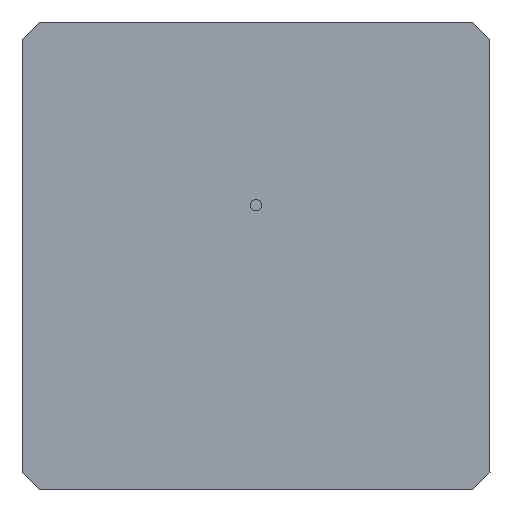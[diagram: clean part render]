
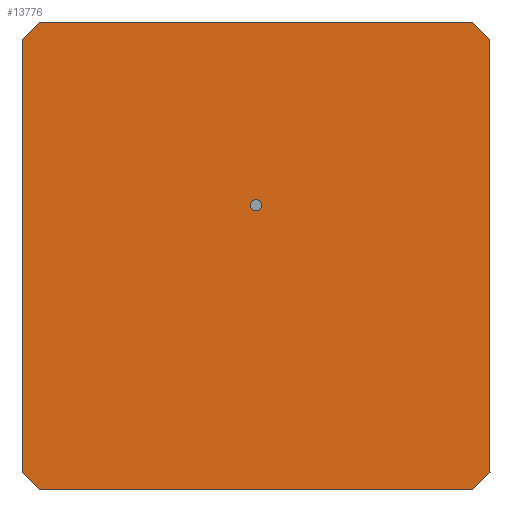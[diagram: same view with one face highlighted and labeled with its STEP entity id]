
A CAD part, front view. The second image highlights one B-rep face of the part: STEP entity #13776.
In plain terms, the highlighted planar face has unit normal (0, -1, 0).
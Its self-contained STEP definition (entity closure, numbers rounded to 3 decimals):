
#166 = VECTOR ( 'NONE', #5553, 1000. ) ;
#267 = CARTESIAN_POINT ( 'NONE',  ( 16.2, -4., -17.5 ) ) ;
#348 = VERTEX_POINT ( 'NONE', #6231 ) ;
#562 = CARTESIAN_POINT ( 'NONE',  ( -16.2, -4., -17.5 ) ) ;
#930 = VERTEX_POINT ( 'NONE', #9893 ) ;
#1015 = CARTESIAN_POINT ( 'NONE',  ( -17.5, -4., -16.2 ) ) ;
#1115 = FACE_BOUND ( 'NONE', #14351, .T. ) ;
#1199 = FACE_OUTER_BOUND ( 'NONE', #1694, .T. ) ;
#1209 = VECTOR ( 'NONE', #10756, 1000. ) ;
#1259 = CARTESIAN_POINT ( 'NONE',  ( 0., -4., 3.8 ) ) ;
#1409 = EDGE_CURVE ( 'NONE', #13176, #348, #14939, .T. ) ;
#1694 = EDGE_LOOP ( 'NONE', ( #13832, #14197, #11668, #12805, #2760, #15554, #16438, #2755 ) ) ;
#1812 = AXIS2_PLACEMENT_3D ( 'NONE', #15850, #3097, #4190 ) ;
#2527 = CARTESIAN_POINT ( 'NONE',  ( -17.5, -4., 16.2 ) ) ;
#2578 = LINE ( 'NONE', #9071, #6250 ) ;
#2755 = ORIENTED_EDGE ( 'NONE', *, *, #16543, .F. ) ;
#2760 = ORIENTED_EDGE ( 'NONE', *, *, #8580, .F. ) ;
#3090 = LINE ( 'NONE', #7049, #1209 ) ;
#3097 = DIRECTION ( 'NONE',  ( 0., -1., 0. ) ) ;
#3112 = CARTESIAN_POINT ( 'NONE',  ( -17.5, -4., 16.2 ) ) ;
#3218 = CARTESIAN_POINT ( 'NONE',  ( -16.2, -4., 17.5 ) ) ;
#3449 = CARTESIAN_POINT ( 'NONE',  ( 16.2, -4., 17.5 ) ) ;
#3543 = CARTESIAN_POINT ( 'NONE',  ( 16.2, -4., -17.5 ) ) ;
#3659 = LINE ( 'NONE', #14989, #8563 ) ;
#3784 = VECTOR ( 'NONE', #14783, 1000. ) ;
#4039 = EDGE_CURVE ( 'NONE', #9180, #15853, #12049, .T. ) ;
#4190 = DIRECTION ( 'NONE',  ( 0., 0., -1. ) ) ;
#4687 = DIRECTION ( 'NONE',  ( 0., -1., 0. ) ) ;
#5489 = ORIENTED_EDGE ( 'NONE', *, *, #10621, .F. ) ;
#5553 = DIRECTION ( 'NONE',  ( 0.707, 0., 0.707 ) ) ;
#5789 = CARTESIAN_POINT ( 'NONE',  ( 0., -4., 3.375 ) ) ;
#5839 = DIRECTION ( 'NONE',  ( 0., -1., 0. ) ) ;
#6020 = AXIS2_PLACEMENT_3D ( 'NONE', #1259, #4687, #9819 ) ;
#6224 = PLANE ( 'NONE',  #1812 ) ;
#6231 = CARTESIAN_POINT ( 'NONE',  ( 16.2, -4., 17.5 ) ) ;
#6237 = ORIENTED_EDGE ( 'NONE', *, *, #15214, .F. ) ;
#6250 = VECTOR ( 'NONE', #8820, 1000. ) ;
#6416 = CARTESIAN_POINT ( 'NONE',  ( 17.5, -4., -16.2 ) ) ;
#6904 = VECTOR ( 'NONE', #8713, 1000. ) ;
#6943 = AXIS2_PLACEMENT_3D ( 'NONE', #12235, #5839, #11223 ) ;
#7049 = CARTESIAN_POINT ( 'NONE',  ( -17.5, -4., -16.2 ) ) ;
#8263 = DIRECTION ( 'NONE',  ( 0., 0., 1. ) ) ;
#8274 = DIRECTION ( 'NONE',  ( -1., 0., 0. ) ) ;
#8563 = VECTOR ( 'NONE', #13668, 1000. ) ;
#8580 = EDGE_CURVE ( 'NONE', #348, #930, #2578, .T. ) ;
#8713 = DIRECTION ( 'NONE',  ( -0.707, 0., -0.707 ) ) ;
#8820 = DIRECTION ( 'NONE',  ( 0.707, 0., -0.707 ) ) ;
#9005 = VERTEX_POINT ( 'NONE', #5789 ) ;
#9024 = CARTESIAN_POINT ( 'NONE',  ( -16.2, -4., -17.5 ) ) ;
#9071 = CARTESIAN_POINT ( 'NONE',  ( 17.5, -4., 16.2 ) ) ;
#9082 = VERTEX_POINT ( 'NONE', #1015 ) ;
#9180 = VERTEX_POINT ( 'NONE', #267 ) ;
#9445 = CARTESIAN_POINT ( 'NONE',  ( -16.2, -4., 17.5 ) ) ;
#9819 = DIRECTION ( 'NONE',  ( 0., 0., -1. ) ) ;
#9893 = CARTESIAN_POINT ( 'NONE',  ( 17.5, -4., 16.2 ) ) ;
#9952 = VECTOR ( 'NONE', #8263, 1000. ) ;
#9959 = VERTEX_POINT ( 'NONE', #6416 ) ;
#10073 = EDGE_CURVE ( 'NONE', #11852, #13176, #10533, .T. ) ;
#10204 = VERTEX_POINT ( 'NONE', #13293 ) ;
#10533 = LINE ( 'NONE', #9445, #166 ) ;
#10560 = EDGE_CURVE ( 'NONE', #15853, #9082, #3090, .T. ) ;
#10621 = EDGE_CURVE ( 'NONE', #10204, #9005, #13269, .T. ) ;
#10756 = DIRECTION ( 'NONE',  ( -0.707, 0., 0.707 ) ) ;
#11223 = DIRECTION ( 'NONE',  ( 0., 0., -1. ) ) ;
#11668 = ORIENTED_EDGE ( 'NONE', *, *, #14114, .F. ) ;
#11852 = VERTEX_POINT ( 'NONE', #2527 ) ;
#11929 = VECTOR ( 'NONE', #8274, 1000. ) ;
#12049 = LINE ( 'NONE', #562, #11929 ) ;
#12235 = CARTESIAN_POINT ( 'NONE',  ( 0., -4., 3.8 ) ) ;
#12805 = ORIENTED_EDGE ( 'NONE', *, *, #12909, .F. ) ;
#12909 = EDGE_CURVE ( 'NONE', #930, #9959, #3659, .T. ) ;
#13176 = VERTEX_POINT ( 'NONE', #3218 ) ;
#13269 = CIRCLE ( 'NONE', #6020, 0.425 ) ;
#13293 = CARTESIAN_POINT ( 'NONE',  ( 0., -4., 4.225 ) ) ;
#13646 = CIRCLE ( 'NONE', #6943, 0.425 ) ;
#13668 = DIRECTION ( 'NONE',  ( 0., 0., -1. ) ) ;
#13776 = ADVANCED_FACE ( 'NONE', ( #1115, #1199 ), #6224, .T. ) ;
#13832 = ORIENTED_EDGE ( 'NONE', *, *, #10560, .F. ) ;
#14114 = EDGE_CURVE ( 'NONE', #9959, #9180, #15037, .T. ) ;
#14197 = ORIENTED_EDGE ( 'NONE', *, *, #4039, .F. ) ;
#14351 = EDGE_LOOP ( 'NONE', ( #5489, #6237 ) ) ;
#14606 = LINE ( 'NONE', #3112, #9952 ) ;
#14783 = DIRECTION ( 'NONE',  ( 1., 0., 0. ) ) ;
#14939 = LINE ( 'NONE', #3449, #3784 ) ;
#14989 = CARTESIAN_POINT ( 'NONE',  ( 17.5, -4., -16.2 ) ) ;
#15037 = LINE ( 'NONE', #3543, #6904 ) ;
#15214 = EDGE_CURVE ( 'NONE', #9005, #10204, #13646, .T. ) ;
#15554 = ORIENTED_EDGE ( 'NONE', *, *, #1409, .F. ) ;
#15850 = CARTESIAN_POINT ( 'NONE',  ( 0., -4., 0. ) ) ;
#15853 = VERTEX_POINT ( 'NONE', #9024 ) ;
#16438 = ORIENTED_EDGE ( 'NONE', *, *, #10073, .F. ) ;
#16543 = EDGE_CURVE ( 'NONE', #9082, #11852, #14606, .T. ) ;
